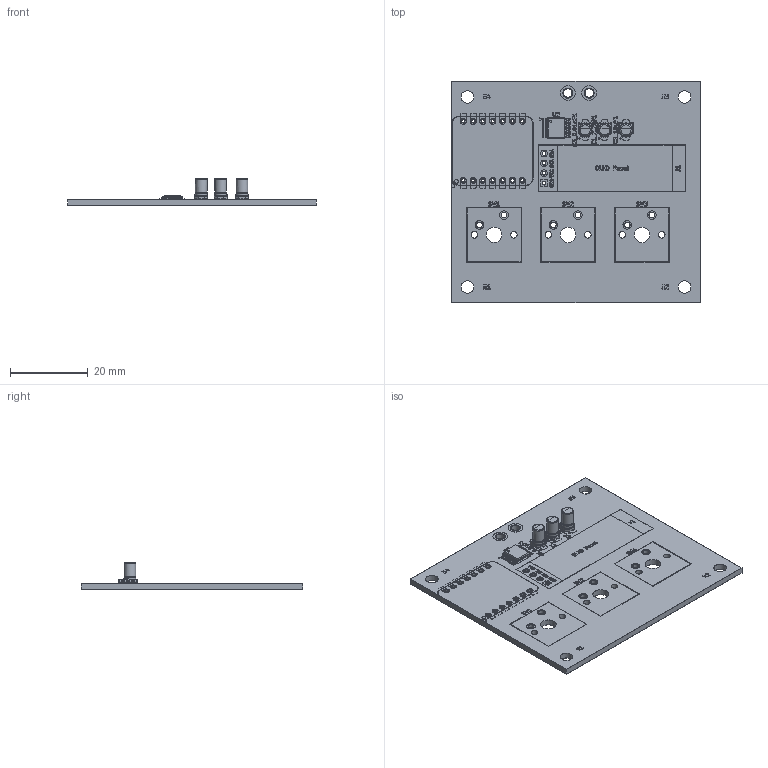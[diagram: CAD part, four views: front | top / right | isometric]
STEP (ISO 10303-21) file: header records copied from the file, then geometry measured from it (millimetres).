
FILE_DESCRIPTION(('KiCad electronic assembly'),'2;1');
FILE_NAME('ClockPCB-V1.step','2025-08-22T09:02:27',('Pcbnew'),('Kicad'), 'Open CASCADE STEP processor 7.8','KiCad to STEP converter','Unknown' );
FILE_SCHEMA(('AUTOMOTIVE_DESIGN { 1 0 10303 214 1 1 1 1 }'));
Length unit declared in the file: millimetre
Products named in the file (7): ClockPCB-V1 1; CP_Elec_3x5.4; TSSOP-16_4.4x5mm_P0.65mm; Clock_pad; Clock_silkscreen; Clock_soldermask; Clock_PCB
Assembly tree (8 placements, depth 2):
  ClockPCB-V1 1
    CP_Elec_3x5.4  x3
    TSSOP-16_4.4x5mm_P0.65mm
    Clock_pad
    Clock_silkscreen
    Clock_soldermask
    Clock_PCB
Bounding box: 64 x 57 x 7.04 mm (x, y, z)
Volume: 5486.6 mm3; surface area: 15732.7 mm2
Topology: 123 solids, 210 shells, 1244 faces, 4468 edges, 3561 vertices
Faces by surface type: plane 734, cylinder 461, bspline 34, torus 12, revolution 3
Full cylindrical faces by diameter (mm): 0.5 x1, 0.839 x42, 0.889 x28, 0.95 x12, 1 x8, 1.45 x18, 1.5 x12, 1.524 x28, 1.7 x12, 2.15 x10, 2.2 x16, 2.6 x4, 3 x6, 3.2 x4, 3.8 x4, 4 x3
Entity records: 50766 total; most frequent: CARTESIAN_POINT 9125, DIRECTION 8013, ORIENTED_EDGE 6668, EDGE_CURVE 4262, VERTEX_POINT 3431, LINE 2746, VECTOR 2746, AXIS2_PLACEMENT_3D 2633
